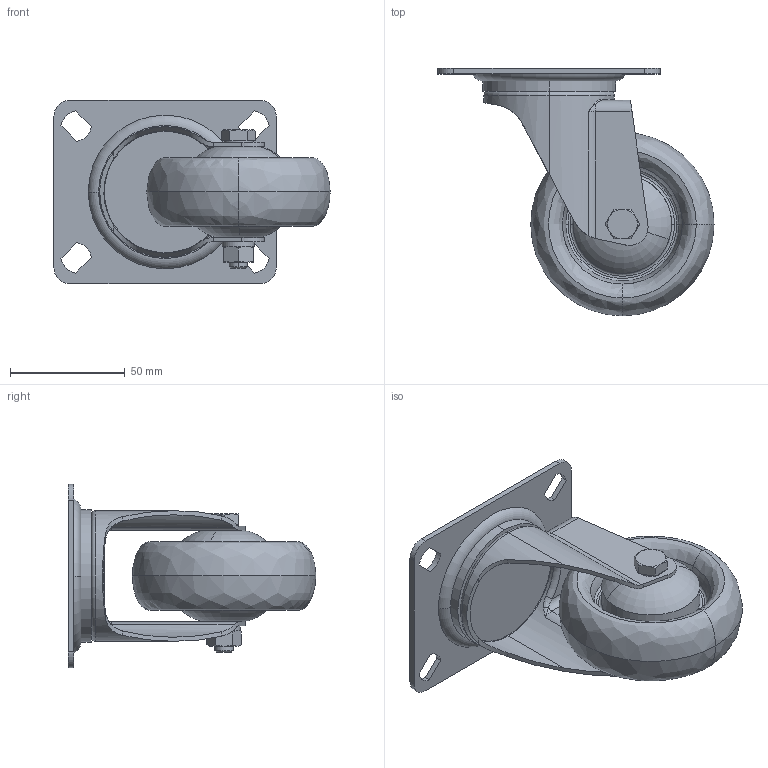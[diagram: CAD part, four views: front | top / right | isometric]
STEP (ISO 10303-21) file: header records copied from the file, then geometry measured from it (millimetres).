
FILE_DESCRIPTION (( 'STEP AP214' ), '1' );
FILE_NAME ('0025008.step', '2021-05-05T11:56:11', ( 'Windows-Benutzer' ), ( '' ), 'SwSTEP 2.0', 'SolidWorks 2020', '' );
FILE_SCHEMA (( 'AUTOMOTIVE_DESIGN' ));
Length unit declared in the file: millimetre
Products named in the file (1): 0025008
Bounding box: 120.5 x 108 x 80 mm (x, y, z)
Volume: 174911.4 mm3; surface area: 90121.2 mm2
Topology: 10 solids, 12 shells, 316 faces, 693 edges, 417 vertices
Faces by surface type: cylinder 90, plane 88, torus 68, cone 50, bspline 20
Entity records: 12923 total; most frequent: CARTESIAN_POINT 2325, DIRECTION 1580, ORIENTED_EDGE 1378, EDGE_CURVE 689, AXIS2_PLACEMENT_3D 684, VERTEX_POINT 417, CIRCLE 387, EDGE_LOOP 364
